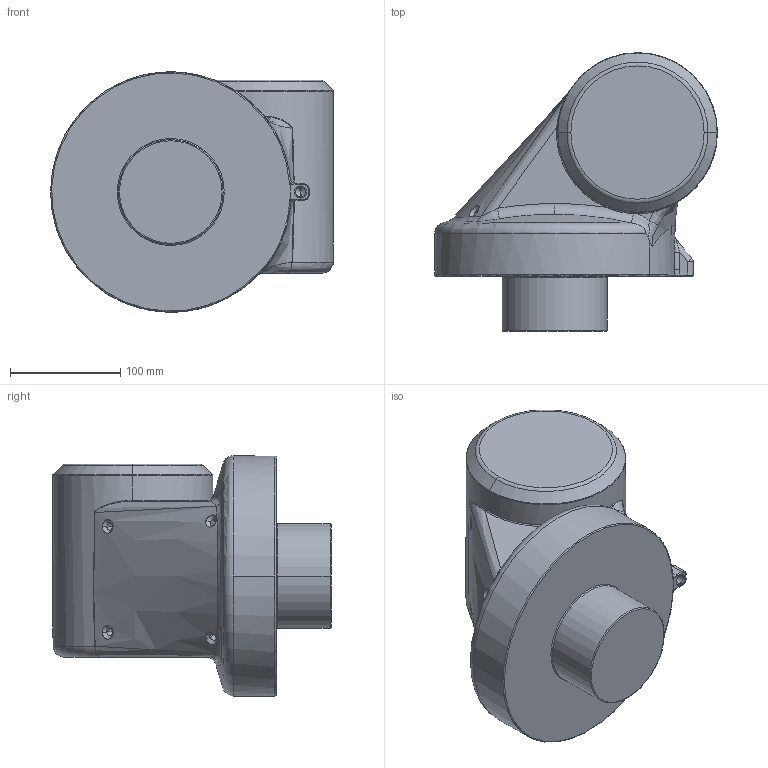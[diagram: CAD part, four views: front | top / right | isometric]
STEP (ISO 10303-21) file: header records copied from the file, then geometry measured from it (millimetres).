
FILE_DESCRIPTION (( 'STEP AP203' ), '1' );
FILE_NAME ('1st Axis Arm_Default_sldprt.STEP', '2022-06-04T20:59:24', ( '' ), ( '' ), 'SwSTEP 2.0', 'SolidWorks 2020', '' );
FILE_SCHEMA (( 'CONFIG_CONTROL_DESIGN' ));
Length unit declared in the file: millimetre
Products named in the file (1): 1st Axis Arm_Default_sldprt
Bounding box: 256.5 x 252.5 x 217.96 mm (x, y, z)
Volume: 5785827.6 mm3; surface area: 223853 mm2
Topology: 1 solids, 2 shells, 145 faces, 346 edges, 197 vertices
Faces by surface type: cylinder 43, bspline 40, torus 23, cone 20, plane 14, sphere 5
Entity records: 11719 total; most frequent: CARTESIAN_POINT 8675, ORIENTED_EDGE 664, DIRECTION 561, EDGE_CURVE 332, AXIS2_PLACEMENT_3D 245, VERTEX_POINT 197, EDGE_LOOP 151, ADVANCED_FACE 145
